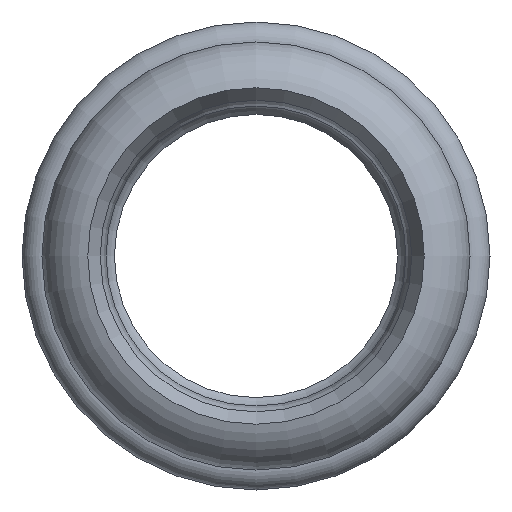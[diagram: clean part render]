
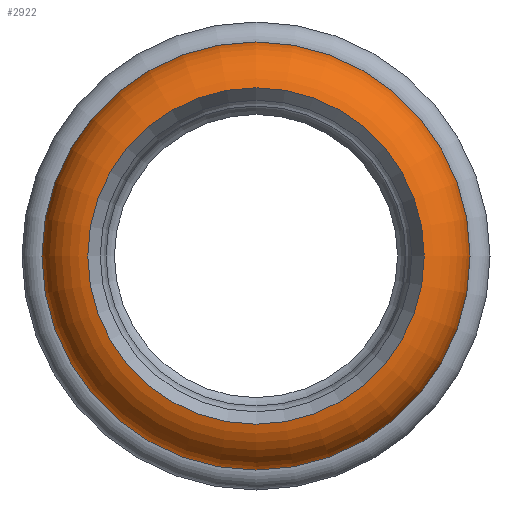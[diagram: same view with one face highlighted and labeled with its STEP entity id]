
A CAD part, left-side view. The second image highlights one B-rep face of the part: STEP entity #2922.
In plain terms, the highlighted toroidal (fillet/blend) face has major radius 9.508 mm and minor radius 3.346 mm.
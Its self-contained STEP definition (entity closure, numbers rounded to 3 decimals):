
#227=FACE_OUTER_BOUND('',#401,.T.);
#401=EDGE_LOOP('',(#1912,#1913,#1914,#1915,#1916,#1917,#1918,#1919));
#645=CIRCLE('',#3117,10.65);
#646=CIRCLE('',#3118,10.65);
#647=CIRCLE('',#3119,3.346);
#648=CIRCLE('',#3120,10.1);
#649=CIRCLE('',#3121,10.1);
#650=CIRCLE('',#3122,10.1);
#651=CIRCLE('',#3123,10.65);
#1086=VERTEX_POINT('',#4989);
#1087=VERTEX_POINT('',#4990);
#1088=VERTEX_POINT('',#4992);
#1089=VERTEX_POINT('',#4994);
#1090=VERTEX_POINT('',#4996);
#1091=VERTEX_POINT('',#4998);
#1447=EDGE_CURVE('',#1086,#1087,#645,.T.);
#1448=EDGE_CURVE('',#1087,#1088,#646,.T.);
#1449=EDGE_CURVE('',#1088,#1089,#647,.T.);
#1450=EDGE_CURVE('',#1090,#1089,#648,.T.);
#1451=EDGE_CURVE('',#1091,#1090,#649,.T.);
#1452=EDGE_CURVE('',#1089,#1091,#650,.T.);
#1453=EDGE_CURVE('',#1088,#1086,#651,.T.);
#1912=ORIENTED_EDGE('',*,*,#1447,.T.);
#1913=ORIENTED_EDGE('',*,*,#1448,.T.);
#1914=ORIENTED_EDGE('',*,*,#1449,.T.);
#1915=ORIENTED_EDGE('',*,*,#1450,.F.);
#1916=ORIENTED_EDGE('',*,*,#1451,.F.);
#1917=ORIENTED_EDGE('',*,*,#1452,.F.);
#1918=ORIENTED_EDGE('',*,*,#1449,.F.);
#1919=ORIENTED_EDGE('',*,*,#1453,.T.);
#2842=TOROIDAL_SURFACE('',#3116,9.508,3.346);
#2922=ADVANCED_FACE('',(#227),#2842,.T.);
#3116=AXIS2_PLACEMENT_3D('',#4988,#3733,#3734);
#3117=AXIS2_PLACEMENT_3D('',#4991,#3735,#3736);
#3118=AXIS2_PLACEMENT_3D('',#4993,#3737,#3738);
#3119=AXIS2_PLACEMENT_3D('',#4995,#3739,#3740);
#3120=AXIS2_PLACEMENT_3D('',#4997,#3741,#3742);
#3121=AXIS2_PLACEMENT_3D('',#4999,#3743,#3744);
#3122=AXIS2_PLACEMENT_3D('',#5000,#3745,#3746);
#3123=AXIS2_PLACEMENT_3D('',#5001,#3747,#3748);
#3733=DIRECTION('center_axis',(1.,0.,0.));
#3734=DIRECTION('ref_axis',(0.,0.,1.));
#3735=DIRECTION('center_axis',(-1.,0.,0.));
#3736=DIRECTION('ref_axis',(0.,-1.,0.));
#3737=DIRECTION('center_axis',(-1.,0.,0.));
#3738=DIRECTION('ref_axis',(0.,-1.,0.));
#3739=DIRECTION('center_axis',(0.,1.,0.));
#3740=DIRECTION('ref_axis',(0.,0.,-1.));
#3741=DIRECTION('center_axis',(-1.,0.,0.));
#3742=DIRECTION('ref_axis',(0.,-1.,0.));
#3743=DIRECTION('center_axis',(-1.,0.,0.));
#3744=DIRECTION('ref_axis',(0.,-1.,0.));
#3745=DIRECTION('center_axis',(-1.,0.,0.));
#3746=DIRECTION('ref_axis',(0.,-1.,0.));
#3747=DIRECTION('center_axis',(-1.,0.,0.));
#3748=DIRECTION('ref_axis',(0.,-1.,0.));
#4988=CARTESIAN_POINT('Origin',(-68.207,0.,0.));
#4989=CARTESIAN_POINT('',(-65.063,0.,10.65));
#4990=CARTESIAN_POINT('',(-65.063,10.65,0.));
#4991=CARTESIAN_POINT('Origin',(-65.063,0.,0.));
#4992=CARTESIAN_POINT('',(-65.063,0.,-10.65));
#4993=CARTESIAN_POINT('Origin',(-65.063,0.,0.));
#4994=CARTESIAN_POINT('',(-71.5,0.,-10.1));
#4995=CARTESIAN_POINT('Origin',(-68.207,0.,
-9.508));
#4996=CARTESIAN_POINT('',(-71.5,10.1,0.));
#4997=CARTESIAN_POINT('Origin',(-71.5,0.,0.));
#4998=CARTESIAN_POINT('',(-71.5,0.,10.1));
#4999=CARTESIAN_POINT('Origin',(-71.5,0.,0.));
#5000=CARTESIAN_POINT('Origin',(-71.5,0.,0.));
#5001=CARTESIAN_POINT('Origin',(-65.063,0.,0.));
